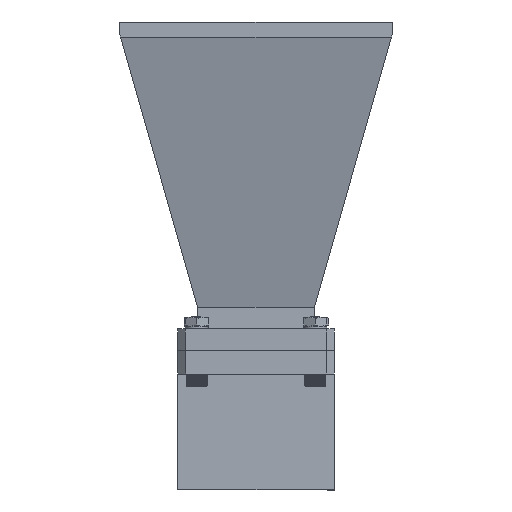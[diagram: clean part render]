
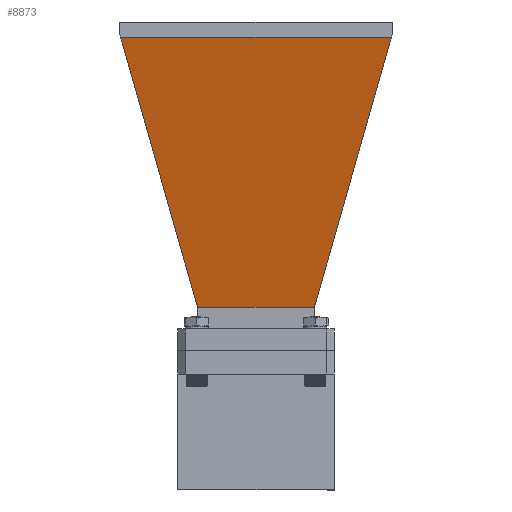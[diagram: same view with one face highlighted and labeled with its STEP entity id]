
A CAD part, front view. The second image highlights one B-rep face of the part: STEP entity #8873.
In plain terms, the highlighted face is planar.
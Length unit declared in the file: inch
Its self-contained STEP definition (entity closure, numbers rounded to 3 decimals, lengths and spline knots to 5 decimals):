
#716 = VERTEX_POINT ( 'NONE', #7175 ) ;
#1648 = VERTEX_POINT ( 'NONE', #7196 ) ;
#1979 = ORIENTED_EDGE ( 'NONE', *, *, #9223, .T. ) ;
#2619 = LINE ( 'NONE', #11563, #5187 ) ;
#2648 = VECTOR ( 'NONE', #10899, 39.37008 ) ;
#3119 = VECTOR ( 'NONE', #6960, 39.37008 ) ;
#3350 = LINE ( 'NONE', #14320, #2648 ) ;
#3720 = PLANE ( 'NONE',  #12715 ) ;
#4066 = CARTESIAN_POINT ( 'NONE',  ( -0.37303, 0.62884, 1.95443 ) ) ;
#4996 = EDGE_CURVE ( 'NONE', #12875, #716, #12353, .T. ) ;
#5187 = VECTOR ( 'NONE', #11413, 39.37008 ) ;
#6058 = LINE ( 'NONE', #10552, #3119 ) ;
#6176 = VERTEX_POINT ( 'NONE', #4066 ) ;
#6334 = ORIENTED_EDGE ( 'NONE', *, *, #8031, .T. ) ;
#6798 = CARTESIAN_POINT ( 'NONE',  ( -0.37303, -0.62884, 1.95443 ) ) ;
#6960 = DIRECTION ( 'NONE',  ( 0.226, -0.267, -0.937 ) ) ;
#7160 = EDGE_CURVE ( 'NONE', #716, #1648, #2619, .T. ) ;
#7175 = CARTESIAN_POINT ( 'NONE',  ( -1.07672, -1.4586, 4.86585 ) ) ;
#7196 = CARTESIAN_POINT ( 'NONE',  ( -1.07672, 1.4586, 4.86585 ) ) ;
#7246 = ORIENTED_EDGE ( 'NONE', *, *, #4996, .T. ) ;
#8031 = EDGE_CURVE ( 'NONE', #1648, #6176, #6058, .T. ) ;
#8116 = FACE_OUTER_BOUND ( 'NONE', #11633, .T. ) ;
#8873 = ADVANCED_FACE ( 'NONE', ( #8116 ), #3720, .T. ) ;
#9214 = CARTESIAN_POINT ( 'NONE',  ( -0.73955, 0., 3.47087 ) ) ;
#9223 = EDGE_CURVE ( 'NONE', #6176, #12875, #3350, .T. ) ;
#10371 = VECTOR ( 'NONE', #11502, 39.37008 ) ;
#10471 = DIRECTION ( 'NONE',  ( -0.972, 0., -0.235 ) ) ;
#10552 = CARTESIAN_POINT ( 'NONE',  ( -1.07672, 1.4586, 4.86585 ) ) ;
#10899 = DIRECTION ( 'NONE',  ( 0., -1., 0. ) ) ;
#11413 = DIRECTION ( 'NONE',  ( 0., 1., 0. ) ) ;
#11502 = DIRECTION ( 'NONE',  ( -0.226, -0.267, 0.937 ) ) ;
#11563 = CARTESIAN_POINT ( 'NONE',  ( -1.07672, 0., 4.86585 ) ) ;
#11633 = EDGE_LOOP ( 'NONE', ( #1979, #7246, #14307, #6334 ) ) ;
#12353 = LINE ( 'NONE', #6798, #10371 ) ;
#12715 = AXIS2_PLACEMENT_3D ( 'NONE', #9214, #10471, #13675 ) ;
#12875 = VERTEX_POINT ( 'NONE', #13812 ) ;
#13675 = DIRECTION ( 'NONE',  ( -0.235, 0., 0.972 ) ) ;
#13812 = CARTESIAN_POINT ( 'NONE',  ( -0.37303, -0.62884, 1.95443 ) ) ;
#14307 = ORIENTED_EDGE ( 'NONE', *, *, #7160, .T. ) ;
#14320 = CARTESIAN_POINT ( 'NONE',  ( -0.37303, 0., 1.95443 ) ) ;
